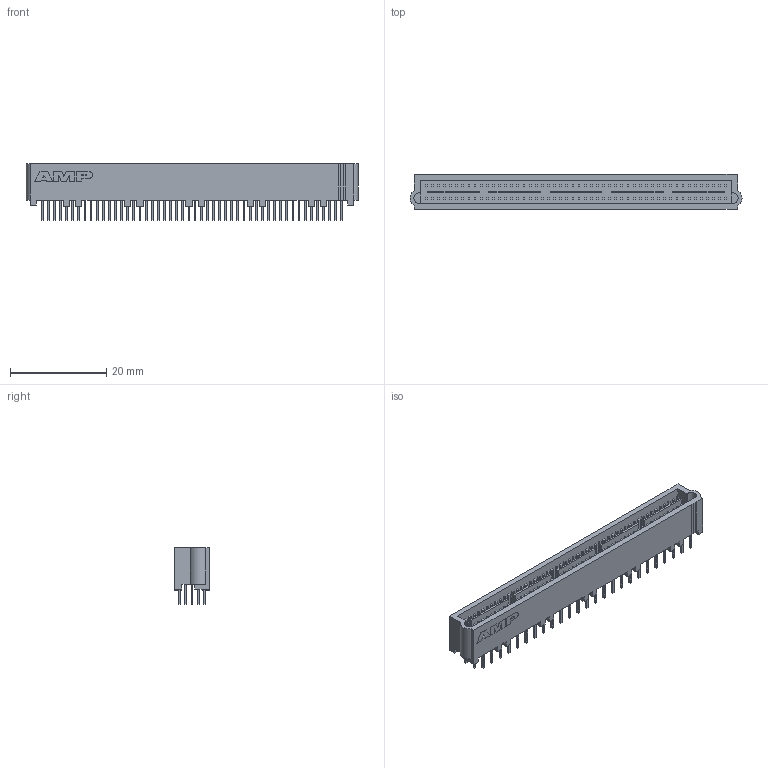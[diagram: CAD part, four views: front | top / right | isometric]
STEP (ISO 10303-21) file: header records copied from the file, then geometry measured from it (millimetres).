
FILE_DESCRIPTION((''),'2;1');
FILE_NAME('C-5536272-04-3','2007-09-06T',('workeradm'),('Tyco Electronics Corporation'),'PRO/ENGINEER BY PARAMETRIC TECHNOLOGY CORPORATION, 2005450','PRO/ENGINEER BY PARAMETRIC TECHNOLOGY CORPORATION, 2005450','');
FILE_SCHEMA(('CONFIG_CONTROL_DESIGN', 'GEOMETRIC_VALIDATION_PROPERTIES_MIM'));
Length unit declared in the file: millimetre
Products named in the file (1): C-5536272-04-3
Bounding box: 68.94 x 7.29 x 11.81 mm (x, y, z)
Volume: 2495.9 mm3; surface area: 4851.3 mm2
Topology: 1 solids, 1 shells, 1292 faces, 3175 edges, 2116 vertices
Faces by surface type: plane 1285, cylinder 5, extrusion 2
Entity records: 37460 total; most frequent: CARTESIAN_POINT 6650, ORIENTED_EDGE 6350, DIRECTION 5763, EDGE_CURVE 3175, VECTOR 3163, LINE 3161, VERTEX_POINT 2116, EDGE_LOOP 1523
